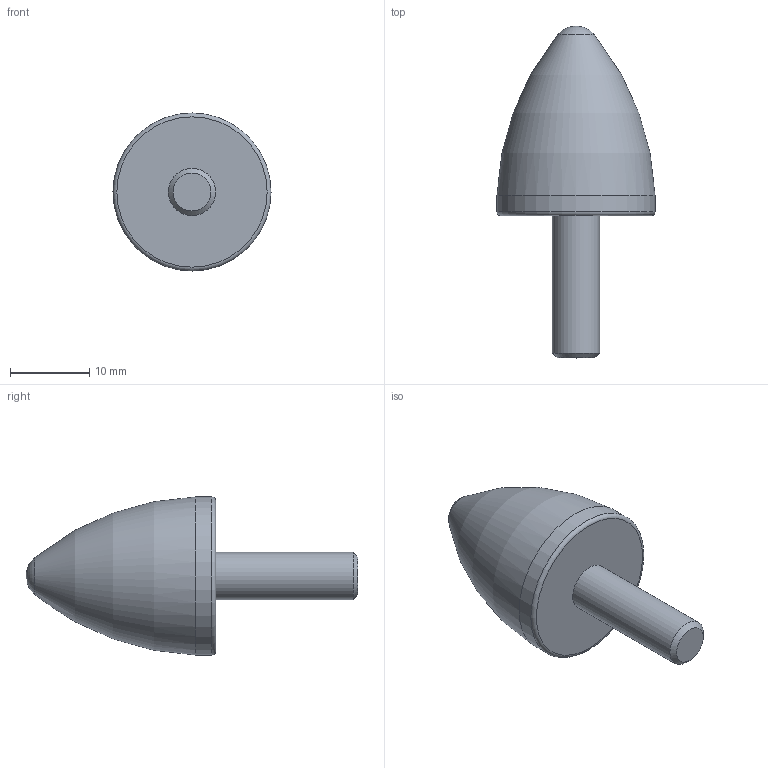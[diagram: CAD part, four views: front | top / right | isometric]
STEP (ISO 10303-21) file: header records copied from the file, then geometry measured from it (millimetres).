
FILE_DESCRIPTION(/* description */ ('STEP AP214'),/* implementation_level */ '2;1');
FILE_NAME(/* name */ '051DKP552420MM0618',/* time_stamp */ '2023-02-15T12:13:53+01:00',/* author */ ('License CC BY-ND 4.0'),/* organization */ ('CADENAS'),/* preprocessor_version */ 'ST-DEVELOPER v18.102',/* originating_system */ 'PARTsolutions',/* authorisation */ ' ');
FILE_SCHEMA (('PROCESS_PLANNING_SCHEMA','AUTOMOTIVE_DESIGN {1 0 10303 214 3 1 1}'));
Length unit declared in the file: millimetre
Products named in the file (1): 051DKP552420MM0618
Bounding box: 20 x 42 x 20 mm (x, y, z)
Volume: 5169.6 mm3; surface area: 1824.8 mm2
Topology: 1 solids, 1 shells, 8 faces, 15 edges, 9 vertices
Faces by surface type: torus 3, cylinder 2, plane 2, cone 1
Full cylindrical faces by diameter (mm): 6 x1, 20 x1
Entity records: 238 total; most frequent: DIRECTION 32, CARTESIAN_POINT 24, AXIS2_PLACEMENT_3D 16, FACE_BOUND 15, ORIENTED_EDGE 14, EDGE_LOOP 14, VERTEX_POINT 8, STYLED_ITEM 8
